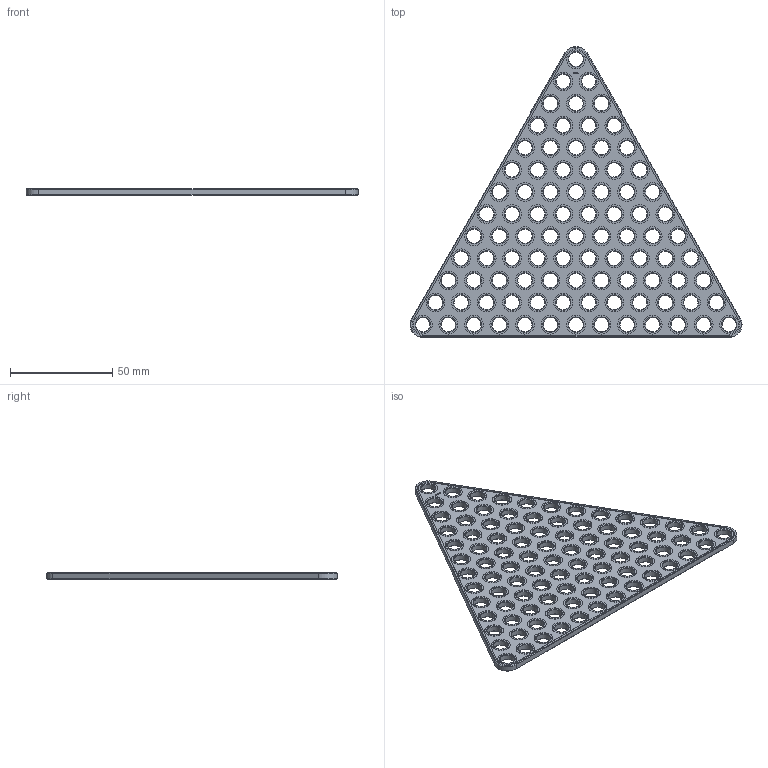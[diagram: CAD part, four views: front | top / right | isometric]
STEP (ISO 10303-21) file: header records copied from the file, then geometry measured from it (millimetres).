
FILE_DESCRIPTION(('FreeCAD Model'),'2;1');
FILE_NAME('Open CASCADE Shape Model','2024-01-31T12:58:05',(''),(''), 'Open CASCADE STEP processor 7.6','FreeCAD','Unknown');
FILE_SCHEMA(('AUTOMOTIVE_DESIGN { 1 0 10303 214 1 1 1 1 }'));
Products named in the file (1): Plate TRI CRNR BU13x00.25 - SPN-PLT-0024 (stemfie.org)
Bounding box: 162.5 x 142.4 x 3.12 mm (x, y, z)
Volume: 27226.6 mm3; surface area: 25903.8 mm2
Topology: 1 solids, 1 shells, 920 faces, 2188 edges, 1394 vertices
Faces by surface type: plane 416, cylinder 188, cone 188, extrusion 128
Full cylindrical faces by diameter (mm): 7 x91, 9.2 x91
Entity records: 56747 total; most frequent: CARTESIAN_POINT 12338, DIRECTION 8020, VECTOR 5112, LINE 4984, ORIENTED_EDGE 4376, PCURVE 4376, DEFINITIONAL_REPRESENTATION 4376, EDGE_CURVE 2188
